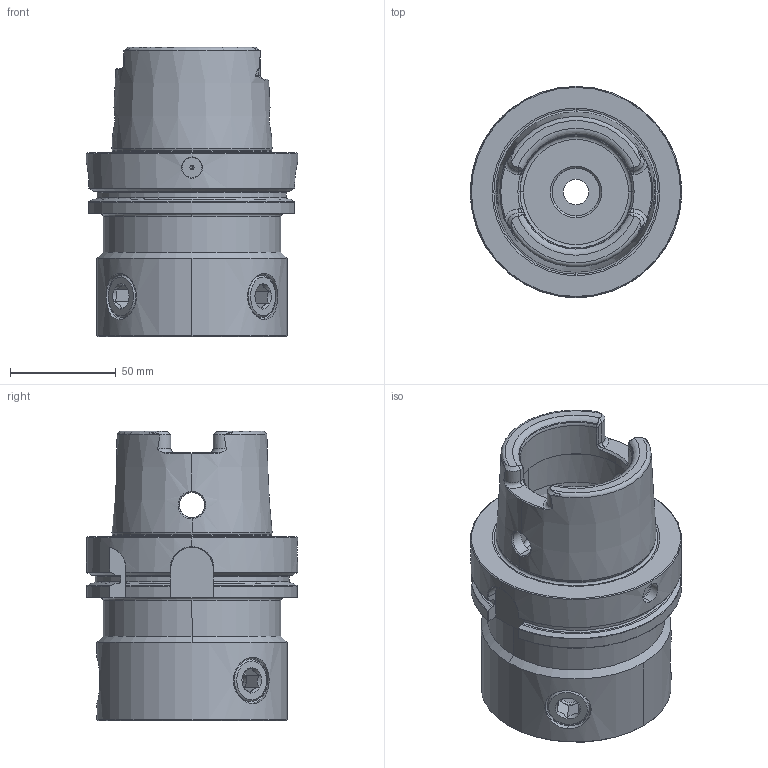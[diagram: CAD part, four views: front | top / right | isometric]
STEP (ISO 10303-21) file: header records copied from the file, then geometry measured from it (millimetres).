
FILE_DESCRIPTION(('no description'),'unknown implementation level');
FILE_NAME('315BEF7C-57A6-4FC0-87A8-BCEEA11D35AD_export.stp',' ',('CIMSOURCE GmbH'),('CADClick - KiM GmbH - www.kimweb.de'),'unknown preprocess','ACIS','unknown authorization');
FILE_SCHEMA(('automotive_design'));
Length unit declared in the file: millimetre
Products named in the file (4): 324.571N Kaiser HSK-A100 X CKN7 X 170|324.571N Kaiser HSK-A100 X CKN7 X 170_Fertigbearbeitung;NONE; 324.571N Kaiser HSK-A100 X CKN7 X 170|690.437 Kaiser ETL M20 X 29 CK7_Standard;NONE
Bounding box: 99.93 x 99.93 x 136.9 mm (x, y, z)
Volume: 514679.8 mm3; surface area: 84157.6 mm2
Topology: 4 solids, 4 shells, 354 faces, 899 edges, 545 vertices
Faces by surface type: cone 113, plane 105, cylinder 86, torus 34, bspline 16
Entity records: 24187 total; most frequent: CARTESIAN_POINT 5919, STYLED_ITEM 1792, PRESENTATION_STYLE_ASSIGNMENT 1792, COLOUR_RGB 1792, ORIENTED_EDGE 1778, DIRECTION 1674, EDGE_CURVE 889, CURVE_STYLE 889
